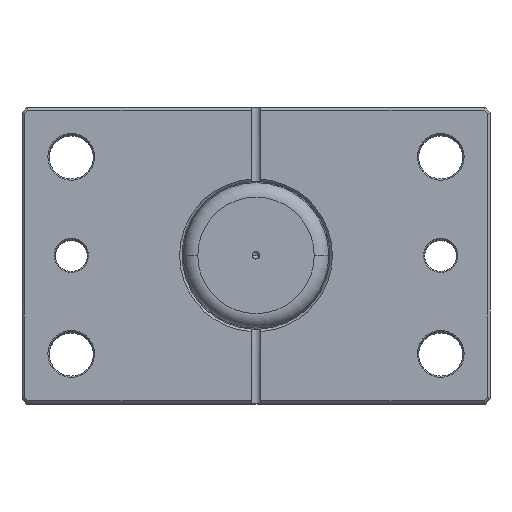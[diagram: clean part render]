
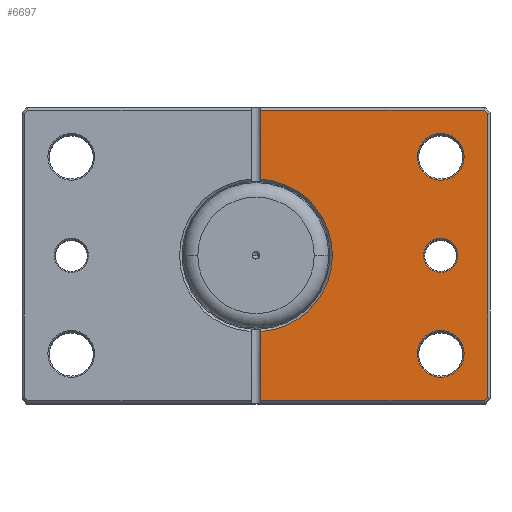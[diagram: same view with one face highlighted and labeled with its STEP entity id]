
A CAD part, top view. The second image highlights one B-rep face of the part: STEP entity #6697.
In plain terms, the highlighted face is planar.
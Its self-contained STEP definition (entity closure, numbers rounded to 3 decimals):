
#33 = CARTESIAN_POINT ( 'NONE',  ( 0., -59., 0. ) ) ;
#36 = VERTEX_POINT ( 'NONE', #4390 ) ;
#133 = DIRECTION ( 'NONE',  ( 0., 0., 1. ) ) ;
#188 = DIRECTION ( 'NONE',  ( 1., 0., 0. ) ) ;
#313 = VERTEX_POINT ( 'NONE', #5743 ) ;
#344 = DIRECTION ( 'NONE',  ( 0., 0., 1. ) ) ;
#410 = ORIENTED_EDGE ( 'NONE', *, *, #4186, .T. ) ;
#483 = CARTESIAN_POINT ( 'NONE',  ( -75., -40., 0. ) ) ;
#529 = VECTOR ( 'NONE', #3358, 1000. ) ;
#542 = ORIENTED_EDGE ( 'NONE', *, *, #3332, .T. ) ;
#579 = DIRECTION ( 'NONE',  ( -1., 0., 0. ) ) ;
#586 = ORIENTED_EDGE ( 'NONE', *, *, #6260, .T. ) ;
#623 = DIRECTION ( 'NONE',  ( 0., 0., 1. ) ) ;
#629 = EDGE_CURVE ( 'NONE', #4749, #6872, #4274, .T. ) ;
#726 = AXIS2_PLACEMENT_3D ( 'NONE', #1703, #5642, #2273 ) ;
#749 = EDGE_CURVE ( 'NONE', #3411, #4272, #2016, .T. ) ;
#870 = AXIS2_PLACEMENT_3D ( 'NONE', #1465, #5964, #2599 ) ;
#920 = ORIENTED_EDGE ( 'NONE', *, *, #749, .T. ) ;
#963 = DIRECTION ( 'NONE',  ( 1., 0., 0. ) ) ;
#1032 = CIRCLE ( 'NONE', #4897, 7. ) ;
#1046 = DIRECTION ( 'NONE',  ( 1., 0., 0. ) ) ;
#1063 = CARTESIAN_POINT ( 'NONE',  ( -31., 0., 0. ) ) ;
#1115 = ORIENTED_EDGE ( 'NONE', *, *, #2536, .T. ) ;
#1165 = VECTOR ( 'NONE', #2269, 1000. ) ;
#1268 = CARTESIAN_POINT ( 'NONE',  ( -2., 60., 0. ) ) ;
#1288 = CARTESIAN_POINT ( 'NONE',  ( -75., 40., 0. ) ) ;
#1325 = CARTESIAN_POINT ( 'NONE',  ( -94., 0., 0. ) ) ;
#1425 = CARTESIAN_POINT ( 'NONE',  ( -2., 30.935, 0. ) ) ;
#1448 = EDGE_CURVE ( 'NONE', #4272, #3411, #3743, .T. ) ;
#1458 = CARTESIAN_POINT ( 'NONE',  ( -2., 59., 0. ) ) ;
#1465 = CARTESIAN_POINT ( 'NONE',  ( 0., 0., 0. ) ) ;
#1517 = LINE ( 'NONE', #33, #6009 ) ;
#1528 = CIRCLE ( 'NONE', #2716, 7. ) ;
#1581 = CARTESIAN_POINT ( 'NONE',  ( -94., 57.586, 0. ) ) ;
#1592 = VERTEX_POINT ( 'NONE', #5019 ) ;
#1600 = CARTESIAN_POINT ( 'NONE',  ( -75., 0., 0. ) ) ;
#1639 = VERTEX_POINT ( 'NONE', #6038 ) ;
#1703 = CARTESIAN_POINT ( 'NONE',  ( -75., -40., 0. ) ) ;
#1741 = EDGE_CURVE ( 'NONE', #3918, #313, #6255, .T. ) ;
#1814 = EDGE_CURVE ( 'NONE', #2493, #4462, #3095, .T. ) ;
#1847 = VECTOR ( 'NONE', #963, 1000. ) ;
#2016 = CIRCLE ( 'NONE', #2630, 9.5 ) ;
#2092 = DIRECTION ( 'NONE',  ( 0., -1., 0. ) ) ;
#2159 = DIRECTION ( 'NONE',  ( 1., 0., 0. ) ) ;
#2269 = DIRECTION ( 'NONE',  ( 0., -1., 0. ) ) ;
#2273 = DIRECTION ( 'NONE',  ( 1., 0., 0. ) ) ;
#2493 = VERTEX_POINT ( 'NONE', #3995 ) ;
#2536 = EDGE_CURVE ( 'NONE', #5613, #4749, #4345, .T. ) ;
#2599 = DIRECTION ( 'NONE',  ( 1., 0., 0. ) ) ;
#2630 = AXIS2_PLACEMENT_3D ( 'NONE', #3427, #3374, #2925 ) ;
#2692 = DIRECTION ( 'NONE',  ( 0., 0., 1. ) ) ;
#2716 = AXIS2_PLACEMENT_3D ( 'NONE', #3724, #344, #4295 ) ;
#2802 = CIRCLE ( 'NONE', #726, 9.5 ) ;
#2850 = CARTESIAN_POINT ( 'NONE',  ( -2., 60., 0. ) ) ;
#2895 = FACE_BOUND ( 'NONE', #5124, .T. ) ;
#2900 = DIRECTION ( 'NONE',  ( 1., 0., 0. ) ) ;
#2925 = DIRECTION ( 'NONE',  ( 1., 0., 0. ) ) ;
#3035 = CARTESIAN_POINT ( 'NONE',  ( -84.5, -40., 0. ) ) ;
#3067 = FACE_BOUND ( 'NONE', #4374, .T. ) ;
#3095 = LINE ( 'NONE', #1268, #5893 ) ;
#3311 = DIRECTION ( 'NONE',  ( 0.707, 0.707, 0. ) ) ;
#3332 = EDGE_CURVE ( 'NONE', #6837, #1639, #6666, .T. ) ;
#3358 = DIRECTION ( 'NONE',  ( -0.707, 0.707, 0. ) ) ;
#3374 = DIRECTION ( 'NONE',  ( 0., 0., 1. ) ) ;
#3408 = EDGE_LOOP ( 'NONE', ( #1115, #5399, #5188, #7011, #6150, #542, #4158, #5784, #7186 ) ) ;
#3411 = VERTEX_POINT ( 'NONE', #4060 ) ;
#3427 = CARTESIAN_POINT ( 'NONE',  ( -75., 40., 0. ) ) ;
#3503 = CARTESIAN_POINT ( 'NONE',  ( 0., 0., 0. ) ) ;
#3663 = EDGE_LOOP ( 'NONE', ( #410, #4565 ) ) ;
#3724 = CARTESIAN_POINT ( 'NONE',  ( -75., 0., 0. ) ) ;
#3743 = CIRCLE ( 'NONE', #6857, 9.5 ) ;
#3769 = ORIENTED_EDGE ( 'NONE', *, *, #1448, .T. ) ;
#3786 = CIRCLE ( 'NONE', #5141, 9.5 ) ;
#3918 = VERTEX_POINT ( 'NONE', #1581 ) ;
#3995 = CARTESIAN_POINT ( 'NONE',  ( -2., -30.935, 0. ) ) ;
#4046 = VECTOR ( 'NONE', #5822, 1000. ) ;
#4060 = CARTESIAN_POINT ( 'NONE',  ( -84.5, 40., 0. ) ) ;
#4086 = DIRECTION ( 'NONE',  ( 1., 0., 0. ) ) ;
#4158 = ORIENTED_EDGE ( 'NONE', *, *, #5071, .T. ) ;
#4186 = EDGE_CURVE ( 'NONE', #1592, #4552, #1032, .T. ) ;
#4272 = VERTEX_POINT ( 'NONE', #6727 ) ;
#4274 = CIRCLE ( 'NONE', #6534, 31. ) ;
#4295 = DIRECTION ( 'NONE',  ( 1., 0., 0. ) ) ;
#4345 = LINE ( 'NONE', #2850, #1165 ) ;
#4365 = CARTESIAN_POINT ( 'NONE',  ( 0., 59., 0. ) ) ;
#4374 = EDGE_LOOP ( 'NONE', ( #920, #3769 ) ) ;
#4390 = CARTESIAN_POINT ( 'NONE',  ( -65.5, -40., 0. ) ) ;
#4391 = AXIS2_PLACEMENT_3D ( 'NONE', #3503, #133, #4086 ) ;
#4411 = EDGE_CURVE ( 'NONE', #6872, #2493, #5405, .T. ) ;
#4431 = DIRECTION ( 'NONE',  ( 0., 0., 1. ) ) ;
#4462 = VERTEX_POINT ( 'NONE', #4677 ) ;
#4552 = VERTEX_POINT ( 'NONE', #7018 ) ;
#4560 = EDGE_CURVE ( 'NONE', #4552, #1592, #1528, .T. ) ;
#4565 = ORIENTED_EDGE ( 'NONE', *, *, #4560, .T. ) ;
#4677 = CARTESIAN_POINT ( 'NONE',  ( -2., -59., 0. ) ) ;
#4719 = CARTESIAN_POINT ( 'NONE',  ( -75.793, 75.793, 0. ) ) ;
#4749 = VERTEX_POINT ( 'NONE', #1425 ) ;
#4753 = CARTESIAN_POINT ( 'NONE',  ( 0., 0., 0. ) ) ;
#4787 = VECTOR ( 'NONE', #3311, 1000. ) ;
#4897 = AXIS2_PLACEMENT_3D ( 'NONE', #1600, #5527, #2159 ) ;
#5019 = CARTESIAN_POINT ( 'NONE',  ( -82., 0., 0. ) ) ;
#5071 = EDGE_CURVE ( 'NONE', #1639, #3918, #6633, .T. ) ;
#5102 = VERTEX_POINT ( 'NONE', #3035 ) ;
#5124 = EDGE_LOOP ( 'NONE', ( #6541, #586 ) ) ;
#5141 = AXIS2_PLACEMENT_3D ( 'NONE', #483, #4431, #1046 ) ;
#5188 = ORIENTED_EDGE ( 'NONE', *, *, #4411, .T. ) ;
#5399 = ORIENTED_EDGE ( 'NONE', *, *, #629, .T. ) ;
#5405 = CIRCLE ( 'NONE', #4391, 31. ) ;
#5444 = EDGE_CURVE ( 'NONE', #4462, #6837, #1517, .T. ) ;
#5515 = CARTESIAN_POINT ( 'NONE',  ( -92.586, -59., 0. ) ) ;
#5527 = DIRECTION ( 'NONE',  ( 0., 0., 1. ) ) ;
#5551 = CARTESIAN_POINT ( 'NONE',  ( -75.793, -75.793, 0. ) ) ;
#5613 = VERTEX_POINT ( 'NONE', #1458 ) ;
#5642 = DIRECTION ( 'NONE',  ( 0., 0., 1. ) ) ;
#5688 = FACE_BOUND ( 'NONE', #3663, .T. ) ;
#5743 = CARTESIAN_POINT ( 'NONE',  ( -92.586, 59., 0. ) ) ;
#5746 = EDGE_CURVE ( 'NONE', #313, #5613, #7049, .T. ) ;
#5784 = ORIENTED_EDGE ( 'NONE', *, *, #1741, .T. ) ;
#5822 = DIRECTION ( 'NONE',  ( 0., 1., 0. ) ) ;
#5893 = VECTOR ( 'NONE', #2092, 1000. ) ;
#5964 = DIRECTION ( 'NONE',  ( 0., 0., 1. ) ) ;
#6009 = VECTOR ( 'NONE', #579, 1000. ) ;
#6038 = CARTESIAN_POINT ( 'NONE',  ( -94., -57.586, 0. ) ) ;
#6150 = ORIENTED_EDGE ( 'NONE', *, *, #5444, .T. ) ;
#6255 = LINE ( 'NONE', #4719, #4787 ) ;
#6260 = EDGE_CURVE ( 'NONE', #36, #5102, #3786, .T. ) ;
#6534 = AXIS2_PLACEMENT_3D ( 'NONE', #4753, #2692, #2900 ) ;
#6541 = ORIENTED_EDGE ( 'NONE', *, *, #6968, .T. ) ;
#6633 = LINE ( 'NONE', #1325, #4046 ) ;
#6666 = LINE ( 'NONE', #5551, #529 ) ;
#6697 = ADVANCED_FACE ( 'NONE', ( #5688, #2895, #3067, #7172 ), #7061, .F. ) ;
#6727 = CARTESIAN_POINT ( 'NONE',  ( -65.5, 40., 0. ) ) ;
#6837 = VERTEX_POINT ( 'NONE', #5515 ) ;
#6857 = AXIS2_PLACEMENT_3D ( 'NONE', #1288, #623, #188 ) ;
#6872 = VERTEX_POINT ( 'NONE', #1063 ) ;
#6968 = EDGE_CURVE ( 'NONE', #5102, #36, #2802, .T. ) ;
#7011 = ORIENTED_EDGE ( 'NONE', *, *, #1814, .T. ) ;
#7018 = CARTESIAN_POINT ( 'NONE',  ( -68., 0., 0. ) ) ;
#7049 = LINE ( 'NONE', #4365, #1847 ) ;
#7061 = PLANE ( 'NONE',  #870 ) ;
#7172 = FACE_OUTER_BOUND ( 'NONE', #3408, .T. ) ;
#7186 = ORIENTED_EDGE ( 'NONE', *, *, #5746, .T. ) ;
